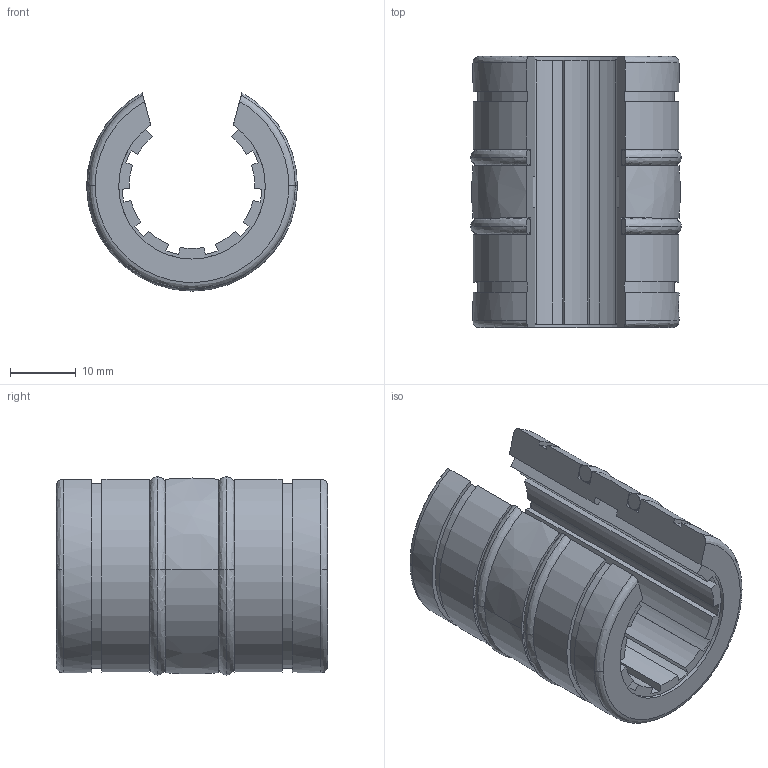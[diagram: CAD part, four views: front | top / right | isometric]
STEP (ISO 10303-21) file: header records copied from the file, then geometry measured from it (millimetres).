
FILE_DESCRIPTION (( 'STEP AP214' ), '1' );
FILE_NAME ('A-OJUI-03-12.step', '2017-11-29T20:21:49', ( '' ), ( '' ), 'SwSTEP 2.0', 'SolidWorks 2017', '' );
FILE_SCHEMA (( 'AUTOMOTIVE_DESIGN' ));
Length unit declared in the file: inch
Products named in the file (1): A-OJUI-03-12
Bounding box: 31.94 x 41.08 x 30.04 mm (x, y, z)
Volume: 15083.9 mm3; surface area: 14073.6 mm2
Topology: 4 solids, 4 shells, 136 faces, 352 edges, 232 vertices
Faces by surface type: plane 73, cylinder 42, bspline 21
Entity records: 6828 total; most frequent: CARTESIAN_POINT 1656, ORIENTED_EDGE 704, DIRECTION 690, EDGE_CURVE 352, AXIS2_PLACEMENT_3D 248, VERTEX_POINT 232, VECTOR 194, LINE 194
